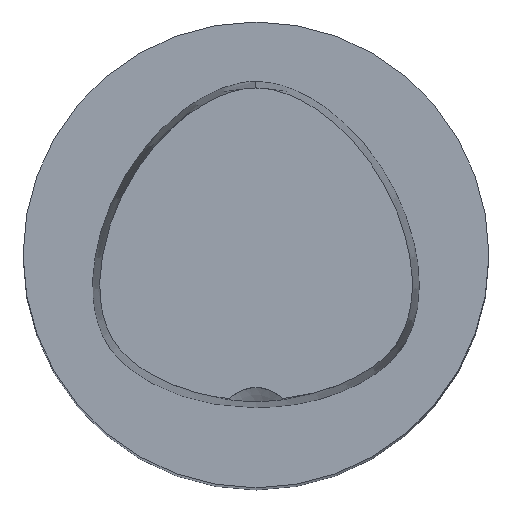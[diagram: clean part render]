
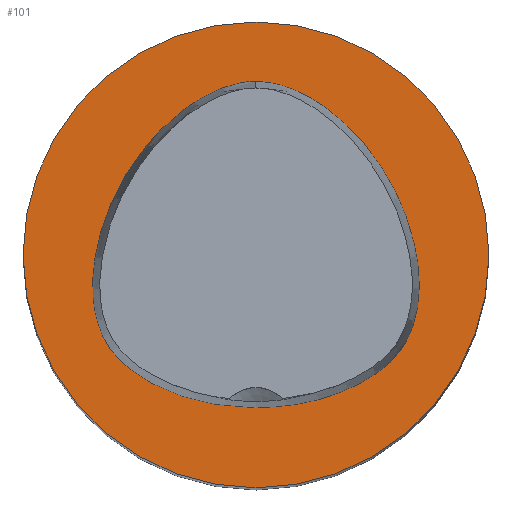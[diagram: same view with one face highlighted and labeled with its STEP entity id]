
A CAD part, top view. The second image highlights one B-rep face of the part: STEP entity #101.
In plain terms, the highlighted planar face has unit normal (0, 0, 1).
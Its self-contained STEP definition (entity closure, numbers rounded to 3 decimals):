
#58=EDGE_CURVE('240[2]',#143,#140,#144,.T.);
#65=EDGE_CURVE('240[2]',#152,#143,#153,.T.);
#74=EDGE_CURVE('240[2]',#164,#164,#165,.T.);
#96=EDGE_CURVE('240[2]',#140,#152,#194,.T.);
#101=ADVANCED_FACE('240[2]',(#199,#200),#201,.T.);
#140=VERTEX_POINT('',#328);
#143=VERTEX_POINT('',#333);
#144=CIRCLE('',#334,0.95);
#152=VERTEX_POINT('',#349);
#153=B_SPLINE_CURVE_WITH_KNOTS('',3,(#350,#351,#352,#353,#354,#355,#356,#357,#358,#359,#360,#361,#362,#363,#364,#365,#366,#367),.UNSPECIFIED.,.F.,.F.,(4,1,1,1,1,1,1,1,1,2,1,1,1,1,4),(-6.615,-6.202,-5.788,-5.375,-4.961,-4.134,-3.308,-2.894,-2.481,-2.067,-1.654,-1.24,-0.827,-0.413,0.0),.UNSPECIFIED.);
#164=VERTEX_POINT('',#390);
#165=CIRCLE('',#391,31.5);
#194=B_SPLINE_CURVE_WITH_KNOTS('',3,(#455,#456,#457,#458,#459,#460,#461,#462,#463,#464,#465,#466,#467,#468,#469,#470,#471),.UNSPECIFIED.,.F.,.F.,(4,1,1,1,1,1,1,1,1,1,1,1,1,1,4),(-13.23,-12.817,-12.403,-11.99,-11.576,-11.163,-10.956,-10.75,-10.336,-9.923,-9.096,-8.269,-7.442,-7.029,-6.615),.UNSPECIFIED.);
#199=FACE_BOUND('',#478,.T.);
#200=FACE_OUTER_BOUND('',#479,.T.);
#201=PLANE('',#480);
#328=CARTESIAN_POINT('',(-0.045,-20.677,0.));
#333=CARTESIAN_POINT('',(0.045,-20.677,0.));
#334=AXIS2_PLACEMENT_3D('',#584,#585,#586);
#349=CARTESIAN_POINT('',(-0.044,23.469,0.));
#350=CARTESIAN_POINT('',(-0.044,23.469,0.));
#351=CARTESIAN_POINT('',(1.471,23.477,0.));
#352=CARTESIAN_POINT('',(4.439,22.821,0.));
#353=CARTESIAN_POINT('',(8.35,20.8,0.));
#354=CARTESIAN_POINT('',(11.745,18.156,0.));
#355=CARTESIAN_POINT('',(15.699,14.041,0.));
#356=CARTESIAN_POINT('',(19.535,8.006,0.));
#357=CARTESIAN_POINT('',(21.721,1.161,0.0));
#358=CARTESIAN_POINT('',(22.249,-4.55,0.0));
#359=CARTESIAN_POINT('',(21.665,-9.002,0.0));
#360=CARTESIAN_POINT('',(20.395,-11.778,0.0));
#361=CARTESIAN_POINT('',(18.593,-14.198,0.0));
#362=CARTESIAN_POINT('',(16.323,-16.178,0.0));
#363=CARTESIAN_POINT('',(12.508,-18.252,0.));
#364=CARTESIAN_POINT('',(8.468,-19.679,0.));
#365=CARTESIAN_POINT('',(4.23,-20.488,0.));
#366=CARTESIAN_POINT('',(1.423,-20.613,0.));
#367=CARTESIAN_POINT('',(0.045,-20.677,0.));
#390=CARTESIAN_POINT('',(0.,31.5,0.));
#391=AXIS2_PLACEMENT_3D('',#597,#598,#599);
#455=CARTESIAN_POINT('',(-0.045,-20.677,0.));
#456=CARTESIAN_POINT('',(-1.424,-20.61,0.));
#457=CARTESIAN_POINT('',(-4.223,-20.484,0.));
#458=CARTESIAN_POINT('',(-8.472,-19.689,0.));
#459=CARTESIAN_POINT('',(-12.514,-18.243,0.0));
#460=CARTESIAN_POINT('',(-16.304,-16.173,0.));
#461=CARTESIAN_POINT('',(-19.145,-13.704,0.));
#462=CARTESIAN_POINT('',(-20.732,-11.101,0.0));
#463=CARTESIAN_POINT('',(-21.783,-8.281,0.));
#464=CARTESIAN_POINT('',(-22.226,-4.609,0.0));
#465=CARTESIAN_POINT('',(-21.744,1.113,0.0));
#466=CARTESIAN_POINT('',(-19.552,7.954,0.0));
#467=CARTESIAN_POINT('',(-14.957,15.209,0.0));
#468=CARTESIAN_POINT('',(-9.668,20.083,0.));
#469=CARTESIAN_POINT('',(-4.516,22.795,0.));
#470=CARTESIAN_POINT('',(-1.559,23.461,0.));
#471=CARTESIAN_POINT('',(-0.044,23.469,0.));
#478=EDGE_LOOP('',(#638,#639,#640));
#479=EDGE_LOOP('',(#641));
#480=AXIS2_PLACEMENT_3D('',#642,#643,#644);
#584=CARTESIAN_POINT('',(0.001,-19.728,0.));
#585=DIRECTION('',(0.,0.,-1.0));
#586=DIRECTION('',(0.046,-0.999,0.));
#597=CARTESIAN_POINT('',(0.0,0.0,0.0));
#598=DIRECTION('',(0.,0.,-1.0));
#599=DIRECTION('',(0.,1.0,0.));
#638=ORIENTED_EDGE('',*,*,#65,.T.);
#639=ORIENTED_EDGE('',*,*,#58,.T.);
#640=ORIENTED_EDGE('',*,*,#96,.T.);
#641=ORIENTED_EDGE('',*,*,#74,.F.);
#642=CARTESIAN_POINT('',(0.,15.75,0.));
#643=DIRECTION('',(0.,0.,1.0));
#644=DIRECTION('',(1.0,0.,0.0));
